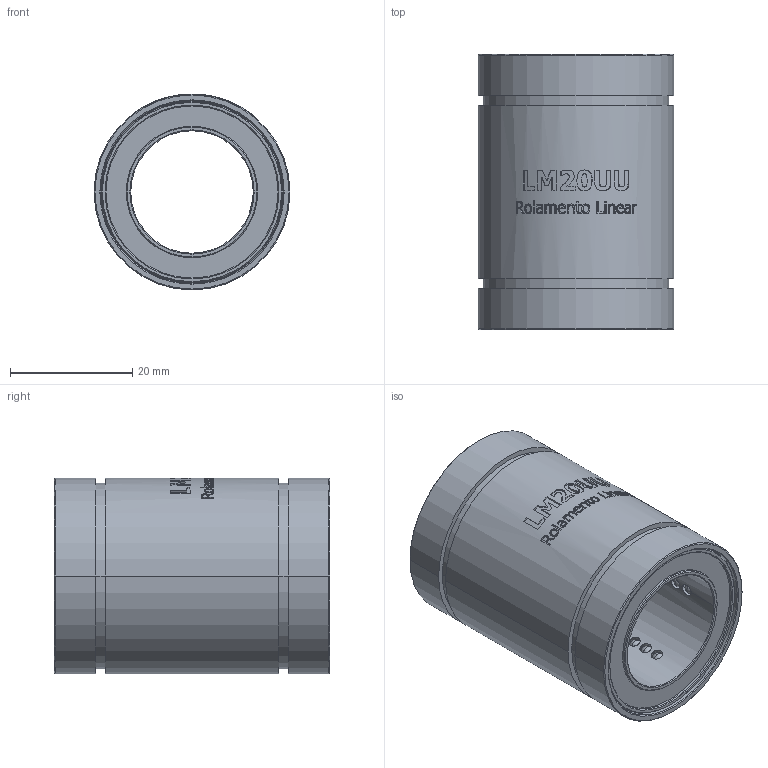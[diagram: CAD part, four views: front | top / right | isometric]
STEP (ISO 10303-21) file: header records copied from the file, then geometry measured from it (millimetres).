
FILE_DESCRIPTION (( 'STEP AP214' ), '1' );
FILE_NAME ('LM20UU.STEP', '2021-09-07T22:15:55', ( '' ), ( '' ), 'SwSTEP 2.0', 'SolidWorks 2019', '' );
FILE_SCHEMA (( 'AUTOMOTIVE_DESIGN' ));
Length unit declared in the file: millimetre
Products named in the file (1): LM20UU
Bounding box: 32 x 45 x 32 mm (x, y, z)
Volume: 20283.7 mm3; surface area: 18898 mm2
Topology: 67 solids, 67 shells, 628 faces, 2017 edges, 1353 vertices
Faces by surface type: sphere 260, bspline 147, plane 143, cylinder 54, cone 24
Entity records: 27242 total; most frequent: CARTESIAN_POINT 11575, ORIENTED_EDGE 3084, DIRECTION 2665, EDGE_CURVE 1542, VERTEX_POINT 1138, AXIS2_PLACEMENT_3D 1091, EDGE_LOOP 842, ADVANCED_FACE 628
